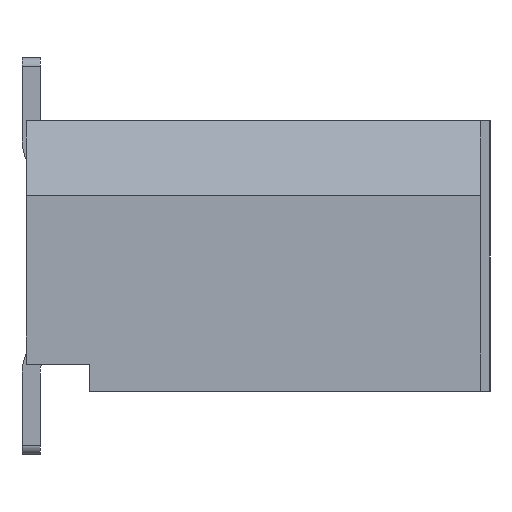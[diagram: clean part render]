
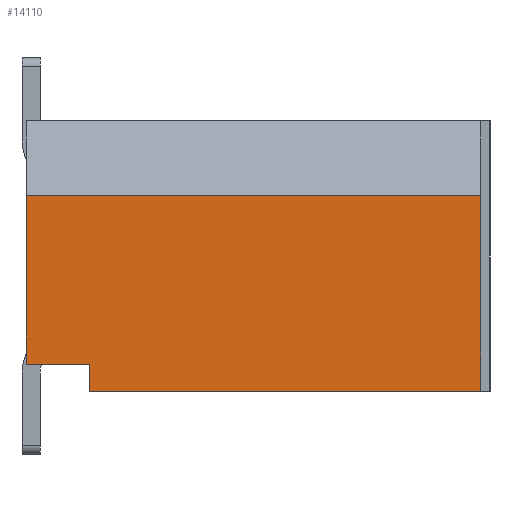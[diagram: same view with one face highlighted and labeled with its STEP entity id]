
A CAD part, left-side view. The second image highlights one B-rep face of the part: STEP entity #14110.
In plain terms, the highlighted planar face has unit normal (-1, 0, 0).
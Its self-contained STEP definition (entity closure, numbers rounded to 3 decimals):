
#2131=ORIENTED_EDGE('',*,*,#4634,.F.);
#2132=ORIENTED_EDGE('',*,*,#5813,.F.);
#2133=ORIENTED_EDGE('',*,*,#5814,.F.);
#2134=ORIENTED_EDGE('',*,*,#5815,.T.);
#2135=ORIENTED_EDGE('',*,*,#5816,.T.);
#2136=ORIENTED_EDGE('',*,*,#5805,.F.);
#4634=EDGE_CURVE('',#6735,#6736,#8133,.T.);
#5805=EDGE_CURVE('',#6736,#7596,#9250,.T.);
#5813=EDGE_CURVE('',#7600,#6735,#9258,.T.);
#5814=EDGE_CURVE('',#7601,#7600,#9259,.T.);
#5815=EDGE_CURVE('',#7601,#7602,#9260,.T.);
#5816=EDGE_CURVE('',#7602,#7596,#9261,.T.);
#6735=VERTEX_POINT('',#19232);
#6736=VERTEX_POINT('',#19234);
#7596=VERTEX_POINT('',#21477);
#7600=VERTEX_POINT('',#21492);
#7601=VERTEX_POINT('',#21494);
#7602=VERTEX_POINT('',#21496);
#8133=LINE('',#19233,#10104);
#9250=LINE('',#21476,#11221);
#9258=LINE('',#21491,#11229);
#9259=LINE('',#21493,#11230);
#9260=LINE('',#21495,#11231);
#9261=LINE('',#21497,#11232);
#10104=VECTOR('',#15526,1000.);
#11221=VECTOR('',#17175,1000.);
#11229=VECTOR('',#17189,1000.);
#11230=VECTOR('',#17190,1000.);
#11231=VECTOR('',#17191,1000.);
#11232=VECTOR('',#17192,1000.);
#12191=EDGE_LOOP('',(#2131,#2132,#2133,#2134,#2135,#2136));
#12852=FACE_BOUND('',#12191,.T.);
#13486=PLANE('',#14874);
#14110=ADVANCED_FACE('',(#12852),#13486,.F.);
#14874=AXIS2_PLACEMENT_3D('',#21490,#17187,#17188);
#15526=DIRECTION('',(0.,0.,1.));
#17175=DIRECTION('',(0.,1.,0.));
#17187=DIRECTION('',(1.,0.,0.));
#17188=DIRECTION('',(0.,0.,-1.));
#17189=DIRECTION('',(0.,1.,0.));
#17190=DIRECTION('',(0.,0.,-1.));
#17191=DIRECTION('',(0.,1.,0.));
#17192=DIRECTION('',(0.,0.,-1.));
#19232=CARTESIAN_POINT('',(-14.5,1.825,-1.5));
#19233=CARTESIAN_POINT('',(-14.5,1.825,-1.5));
#19234=CARTESIAN_POINT('',(-14.5,1.825,-1.2));
#21476=CARTESIAN_POINT('',(-14.5,1.825,-1.2));
#21477=CARTESIAN_POINT('',(-14.5,2.525,-1.2));
#21490=CARTESIAN_POINT('',(-14.5,-2.525,0.672));
#21491=CARTESIAN_POINT('',(-14.5,-2.525,-1.5));
#21492=CARTESIAN_POINT('',(-14.5,-2.525,-1.5));
#21493=CARTESIAN_POINT('',(-14.5,-2.525,0.672));
#21494=CARTESIAN_POINT('',(-14.5,-2.525,0.672));
#21495=CARTESIAN_POINT('',(-14.5,-2.525,0.672));
#21496=CARTESIAN_POINT('',(-14.5,2.525,0.672));
#21497=CARTESIAN_POINT('',(-14.5,2.525,0.672));
